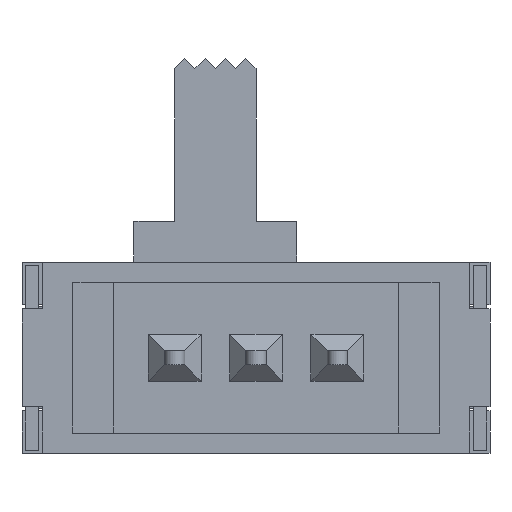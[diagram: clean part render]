
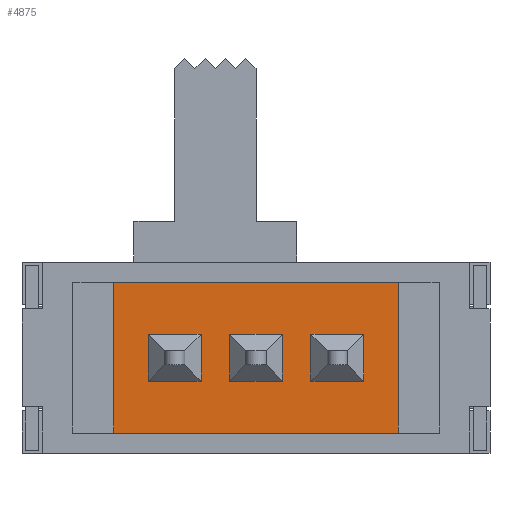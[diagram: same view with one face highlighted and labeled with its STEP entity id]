
A CAD part, front view. The second image highlights one B-rep face of the part: STEP entity #4875.
In plain terms, the highlighted planar face has unit normal (0, -1, 0).
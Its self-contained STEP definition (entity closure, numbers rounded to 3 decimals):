
#837 = CARTESIAN_POINT ( 'NONE',  ( 0.65, 0.7, -0.575 ) ) ;
#2185 = VERTEX_POINT ( 'NONE', #837 ) ;
#2757 = DIRECTION ( 'NONE',  ( -1., 0., 0. ) ) ;
#2761 = VECTOR ( 'NONE', #2757, 1000. ) ;
#2762 = CARTESIAN_POINT ( 'NONE',  ( -4.5, 0.7, -1.85 ) ) ;
#2763 = LINE ( 'NONE', #2762, #2761 ) ;
#2968 = DIRECTION ( 'NONE',  ( 0., 0., 1. ) ) ;
#2969 = DIRECTION ( 'NONE',  ( 0., 1., 0. ) ) ;
#2970 = CARTESIAN_POINT ( 'NONE',  ( 3.8, 0.7, 1.5 ) ) ;
#3016 = FACE_BOUND ( 'NONE', #4809, .T. ) ;
#3022 = DIRECTION ( 'NONE',  ( -1., 0., 0. ) ) ;
#3023 = VECTOR ( 'NONE', #3022, 1000. ) ;
#3024 = CARTESIAN_POINT ( 'NONE',  ( -4.5, 0.7, 1.85 ) ) ;
#3025 = LINE ( 'NONE', #3024, #3023 ) ;
#3027 = FACE_BOUND ( 'NONE', #4806, .T. ) ;
#3034 = FACE_BOUND ( 'NONE', #4873, .T. ) ;
#3060 = PLANE ( 'NONE',  #3070 ) ;
#3063 = FACE_OUTER_BOUND ( 'NONE', #4882, .T. ) ;
#3070 = AXIS2_PLACEMENT_3D ( 'NONE', #2970, #2969, #2968 ) ;
#3824 = CARTESIAN_POINT ( 'NONE',  ( -2.65, 0.7, -0.575 ) ) ;
#3967 = VECTOR ( 'NONE', #4012, 1000. ) ;
#3969 = LINE ( 'NONE', #4013, #3967 ) ;
#3976 = LINE ( 'NONE', #3989, #3988 ) ;
#3978 = DIRECTION ( 'NONE',  ( -1., 0., 0. ) ) ;
#3979 = VECTOR ( 'NONE', #3978, 1000. ) ;
#3980 = CARTESIAN_POINT ( 'NONE',  ( 3.8, 0.7, 0.575 ) ) ;
#3981 = LINE ( 'NONE', #3980, #3979 ) ;
#3987 = DIRECTION ( 'NONE',  ( 0., 0., 1. ) ) ;
#3988 = VECTOR ( 'NONE', #3987, 1000. ) ;
#3989 = CARTESIAN_POINT ( 'NONE',  ( -3.8, 0.7, 1.5 ) ) ;
#3992 = CARTESIAN_POINT ( 'NONE',  ( -1.35, 0.7, -0.575 ) ) ;
#3997 = VECTOR ( 'NONE', #4074, 1000. ) ;
#3998 = CARTESIAN_POINT ( 'NONE',  ( -0.65, 0.7, -0.575 ) ) ;
#3999 = CARTESIAN_POINT ( 'NONE',  ( -0.65, 0.7, 1.5 ) ) ;
#4005 = DIRECTION ( 'NONE',  ( -1., 0., 0. ) ) ;
#4006 = VECTOR ( 'NONE', #4005, 1000. ) ;
#4007 = CARTESIAN_POINT ( 'NONE',  ( 3.8, 0.7, 0.575 ) ) ;
#4008 = LINE ( 'NONE', #4007, #4006 ) ;
#4012 = DIRECTION ( 'NONE',  ( 0., 0., -1. ) ) ;
#4013 = CARTESIAN_POINT ( 'NONE',  ( 3.8, 0.7, 1.5 ) ) ;
#4044 = LINE ( 'NONE', #3999, #3997 ) ;
#4073 = CARTESIAN_POINT ( 'NONE',  ( -0.65, 0.7, 0.575 ) ) ;
#4074 = DIRECTION ( 'NONE',  ( 0., 0., -1. ) ) ;
#4083 = CARTESIAN_POINT ( 'NONE',  ( 3.8, 0.7, 0.575 ) ) ;
#4084 = LINE ( 'NONE', #4083, #4238 ) ;
#4085 = DIRECTION ( 'NONE',  ( 0., 0., 1. ) ) ;
#4106 = DIRECTION ( 'NONE',  ( 0., 0., -1. ) ) ;
#4107 = VECTOR ( 'NONE', #4106, 1000. ) ;
#4108 = LINE ( 'NONE', #4169, #4132 ) ;
#4109 = CARTESIAN_POINT ( 'NONE',  ( 2.65, 0.7, -0.575 ) ) ;
#4117 = LINE ( 'NONE', #4198, #4107 ) ;
#4118 = CARTESIAN_POINT ( 'NONE',  ( 2.65, 0.7, 0.575 ) ) ;
#4119 = CARTESIAN_POINT ( 'NONE',  ( 1.35, 0.7, -0.575 ) ) ;
#4132 = VECTOR ( 'NONE', #4168, 1000. ) ;
#4168 = DIRECTION ( 'NONE',  ( 0., 0., 1. ) ) ;
#4169 = CARTESIAN_POINT ( 'NONE',  ( 0.65, 0.7, 1.5 ) ) ;
#4198 = CARTESIAN_POINT ( 'NONE',  ( 1.35, 0.7, 1.5 ) ) ;
#4213 = VECTOR ( 'NONE', #4085, 1000. ) ;
#4230 = LINE ( 'NONE', #4237, #4213 ) ;
#4237 = CARTESIAN_POINT ( 'NONE',  ( 2.65, 0.7, 1.5 ) ) ;
#4238 = VECTOR ( 'NONE', #4249, 1000. ) ;
#4249 = DIRECTION ( 'NONE',  ( -1., 0., 0. ) ) ;
#4801 = ORIENTED_EDGE ( 'NONE', *, *, #5519, .F. ) ;
#4802 = EDGE_CURVE ( 'NONE', #5490, #5485, #2763, .T. ) ;
#4805 = ORIENTED_EDGE ( 'NONE', *, *, #5566, .F. ) ;
#4806 = EDGE_LOOP ( 'NONE', ( #5536, #4887, #4864, #4801 ) ) ;
#4807 = ORIENTED_EDGE ( 'NONE', *, *, #5472, .F. ) ;
#4809 = EDGE_LOOP ( 'NONE', ( #4876, #4857, #5529, #4805 ) ) ;
#4857 = ORIENTED_EDGE ( 'NONE', *, *, #5580, .F. ) ;
#4863 = ORIENTED_EDGE ( 'NONE', *, *, #5593, .F. ) ;
#4864 = ORIENTED_EDGE ( 'NONE', *, *, #5454, .F. ) ;
#4868 = ORIENTED_EDGE ( 'NONE', *, *, #5466, .F. ) ;
#4873 = EDGE_LOOP ( 'NONE', ( #4880, #4868, #4807, #4863 ) ) ;
#4874 = EDGE_CURVE ( 'NONE', #5514, #5512, #3025, .T. ) ;
#4875 = ADVANCED_FACE ( 'NONE', ( #3063, #3027, #3034, #3016 ), #3060, .F. ) ;
#4876 = ORIENTED_EDGE ( 'NONE', *, *, #5500, .F. ) ;
#4880 = ORIENTED_EDGE ( 'NONE', *, *, #5553, .F. ) ;
#4881 = ORIENTED_EDGE ( 'NONE', *, *, #4802, .F. ) ;
#4882 = EDGE_LOOP ( 'NONE', ( #4881, #4883, #5537, #4885 ) ) ;
#4883 = ORIENTED_EDGE ( 'NONE', *, *, #5458, .F. ) ;
#4885 = ORIENTED_EDGE ( 'NONE', *, *, #5451, .F. ) ;
#4887 = ORIENTED_EDGE ( 'NONE', *, *, #5493, .F. ) ;
#4966 = DIRECTION ( 'NONE',  ( 0., 0., -1. ) ) ;
#4967 = VECTOR ( 'NONE', #4966, 1000. ) ;
#4968 = CARTESIAN_POINT ( 'NONE',  ( -2.65, 0.7, 1.5 ) ) ;
#4979 = LINE ( 'NONE', #4968, #4967 ) ;
#4980 = DIRECTION ( 'NONE',  ( 1., 0., 0. ) ) ;
#4981 = VECTOR ( 'NONE', #4980, 1000. ) ;
#4983 = CARTESIAN_POINT ( 'NONE',  ( -3.8, 0.7, -1.85 ) ) ;
#4987 = CARTESIAN_POINT ( 'NONE',  ( -1.35, 0.7, 0.575 ) ) ;
#4988 = LINE ( 'NONE', #5115, #4981 ) ;
#5004 = CARTESIAN_POINT ( 'NONE',  ( 0.65, 0.7, 0.575 ) ) ;
#5005 = DIRECTION ( 'NONE',  ( 1., 0., 0. ) ) ;
#5006 = VECTOR ( 'NONE', #5005, 1000. ) ;
#5016 = CARTESIAN_POINT ( 'NONE',  ( 3.8, 0.7, -0.575 ) ) ;
#5018 = LINE ( 'NONE', #5016, #5006 ) ;
#5038 = CARTESIAN_POINT ( 'NONE',  ( -2.65, 0.7, 0.575 ) ) ;
#5053 = DIRECTION ( 'NONE',  ( 1., 0., 0. ) ) ;
#5054 = VECTOR ( 'NONE', #5053, 1000. ) ;
#5059 = CARTESIAN_POINT ( 'NONE',  ( 3.8, 0.7, -0.575 ) ) ;
#5060 = LINE ( 'NONE', #5059, #5054 ) ;
#5093 = CARTESIAN_POINT ( 'NONE',  ( 1.35, 0.7, 0.575 ) ) ;
#5115 = CARTESIAN_POINT ( 'NONE',  ( 3.8, 0.7, -0.575 ) ) ;
#5120 = CARTESIAN_POINT ( 'NONE',  ( 3.8, 0.7, -1.85 ) ) ;
#5156 = DIRECTION ( 'NONE',  ( 0., 0., 1. ) ) ;
#5157 = VECTOR ( 'NONE', #5156, 1000. ) ;
#5158 = CARTESIAN_POINT ( 'NONE',  ( 3.8, 0.7, 1.85 ) ) ;
#5163 = CARTESIAN_POINT ( 'NONE',  ( -3.8, 0.7, 1.85 ) ) ;
#5168 = CARTESIAN_POINT ( 'NONE',  ( -1.35, 0.7, 1.5 ) ) ;
#5169 = LINE ( 'NONE', #5168, #5157 ) ;
#5440 = VERTEX_POINT ( 'NONE', #3824 ) ;
#5451 = EDGE_CURVE ( 'NONE', #5485, #5512, #3976, .T. ) ;
#5454 = EDGE_CURVE ( 'NONE', #5487, #5517, #4008, .T. ) ;
#5458 = EDGE_CURVE ( 'NONE', #5514, #5490, #3969, .T. ) ;
#5466 = EDGE_CURVE ( 'NONE', #5473, #5470, #4044, .T. ) ;
#5470 = VERTEX_POINT ( 'NONE', #3998 ) ;
#5472 = EDGE_CURVE ( 'NONE', #5506, #5473, #3981, .T. ) ;
#5473 = VERTEX_POINT ( 'NONE', #4073 ) ;
#5482 = VERTEX_POINT ( 'NONE', #3992 ) ;
#5484 = EDGE_CURVE ( 'NONE', #5440, #5482, #4988, .T. ) ;
#5485 = VERTEX_POINT ( 'NONE', #4983 ) ;
#5487 = VERTEX_POINT ( 'NONE', #4987 ) ;
#5490 = VERTEX_POINT ( 'NONE', #5120 ) ;
#5493 = EDGE_CURVE ( 'NONE', #5517, #5440, #4979, .T. ) ;
#5500 = EDGE_CURVE ( 'NONE', #5582, #5581, #5018, .T. ) ;
#5506 = VERTEX_POINT ( 'NONE', #5004 ) ;
#5512 = VERTEX_POINT ( 'NONE', #5163 ) ;
#5514 = VERTEX_POINT ( 'NONE', #5158 ) ;
#5517 = VERTEX_POINT ( 'NONE', #5038 ) ;
#5519 = EDGE_CURVE ( 'NONE', #5482, #5487, #5169, .T. ) ;
#5529 = ORIENTED_EDGE ( 'NONE', *, *, #5569, .F. ) ;
#5536 = ORIENTED_EDGE ( 'NONE', *, *, #5484, .F. ) ;
#5537 = ORIENTED_EDGE ( 'NONE', *, *, #4874, .T. ) ;
#5550 = VERTEX_POINT ( 'NONE', #5093 ) ;
#5553 = EDGE_CURVE ( 'NONE', #5470, #2185, #5060, .T. ) ;
#5566 = EDGE_CURVE ( 'NONE', #5581, #5585, #4230, .T. ) ;
#5569 = EDGE_CURVE ( 'NONE', #5585, #5550, #4084, .T. ) ;
#5580 = EDGE_CURVE ( 'NONE', #5550, #5582, #4117, .T. ) ;
#5581 = VERTEX_POINT ( 'NONE', #4109 ) ;
#5582 = VERTEX_POINT ( 'NONE', #4119 ) ;
#5585 = VERTEX_POINT ( 'NONE', #4118 ) ;
#5593 = EDGE_CURVE ( 'NONE', #2185, #5506, #4108, .T. ) ;
